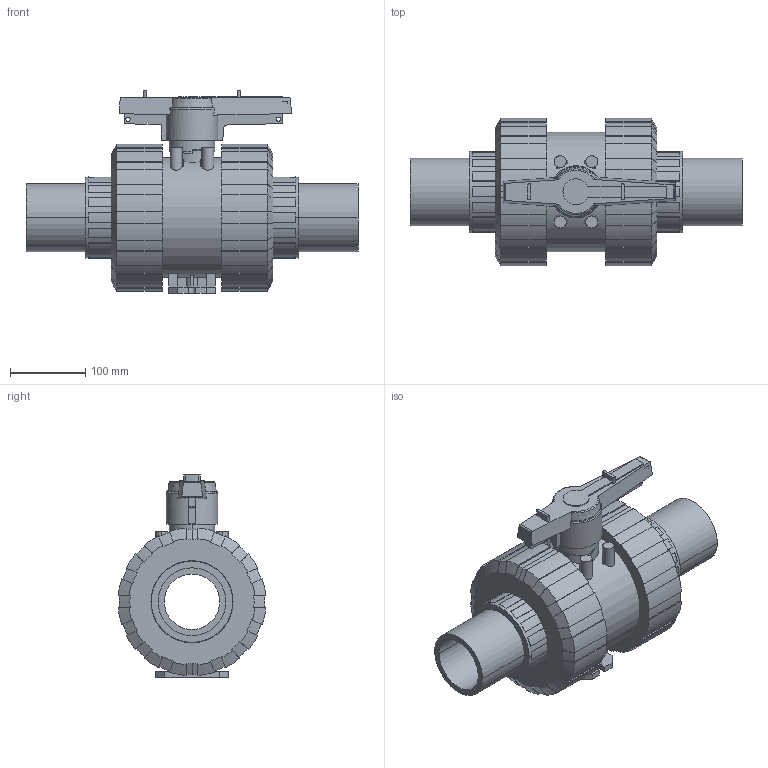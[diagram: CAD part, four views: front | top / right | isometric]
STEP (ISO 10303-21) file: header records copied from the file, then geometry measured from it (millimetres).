
FILE_DESCRIPTION(('STEP AP214'),'1');
FILE_NAME('cctmp_97CB8AD9-ABA7-4D9E-AF79-ED9E8460BB4A_2021_10_21_08_18_15_0192..stp','2021-10-21T06:18:15',('Praher Valves GmbH'),('CADClick - www.CADClick.com'),'Spatial InterOp 3D',' ','unknown authorization');
FILE_SCHEMA(('AUTOMOTIVE_DESIGN'));
Length unit declared in the file: millimetre
Products named in the file (7): cc_unnamed; 210554_5; 210554_4; 210554_3; 210554_2; 210554_1; 210554
Assembly tree (6 placements, depth 2):
  cc_unnamed
    210554_5
    210554_4
    210554_3
    210554_2
    210554_1
    210554
Bounding box: 441 x 195.88 x 268.4 mm (x, y, z)
Volume: 5780117.3 mm3; surface area: 676304.3 mm2
Topology: 6 solids, 6 shells, 585 faces, 1681 edges, 1120 vertices
Faces by surface type: plane 317, cylinder 180, cone 80, torus 8
Entity records: 24704 total; most frequent: CARTESIAN_POINT 4400, ORIENTED_EDGE 3362, DIRECTION 3257, EDGE_CURVE 1681, AXIS2_PLACEMENT_3D 1176, VERTEX_POINT 1120, LINE 905, VECTOR 905
